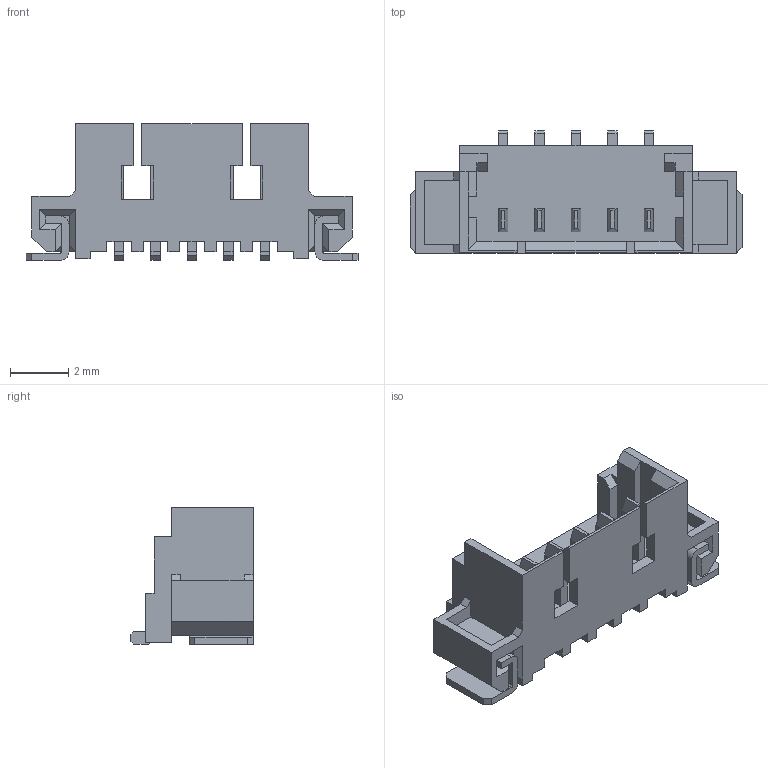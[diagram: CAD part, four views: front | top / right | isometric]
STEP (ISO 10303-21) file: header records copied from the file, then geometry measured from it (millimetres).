
FILE_DESCRIPTION (( 'STEP AP214' ), '1' );
FILE_NAME ('533980571.STEP', '2021-11-27T22:09:18', ( 'AVRASM1234' ), ( '' ), 'SwSTEP 2.0', 'SolidWorks 2017', '' );
FILE_SCHEMA (( 'AUTOMOTIVE_DESIGN' ));
Length unit declared in the file: millimetre
Products named in the file (1): 533980571
Bounding box: 11.4 x 4.2 x 4.7 mm (x, y, z)
Volume: 73.4 mm3; surface area: 344.5 mm2
Topology: 8 solids, 8 shells, 307 faces, 827 edges, 536 vertices
Faces by surface type: plane 299, cylinder 8
Entity records: 10938 total; most frequent: CARTESIAN_POINT 1671, ORIENTED_EDGE 1654, DIRECTION 1459, EDGE_CURVE 827, VECTOR 811, LINE 811, VERTEX_POINT 536, AXIS2_PLACEMENT_3D 324
